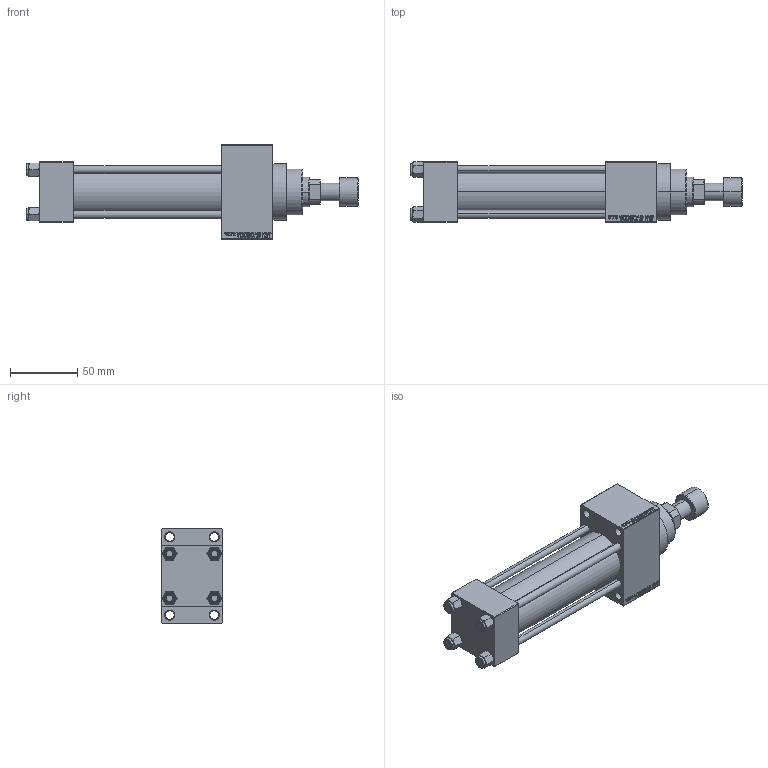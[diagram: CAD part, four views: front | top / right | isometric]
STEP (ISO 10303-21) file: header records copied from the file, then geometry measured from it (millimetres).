
FILE_DESCRIPTION (( 'STEP AP203' ), '1' );
FILE_NAME ('68fc.STEP', '2022-04-15T10:35:14', ( '' ), ( '' ), 'SwSTEP 2.0', 'SolidWorks 2019', '' );
FILE_SCHEMA (( 'CONFIG_CONTROL_DESIGN' ));
Length unit declared in the file: millimetre
Products named in the file (7): V215CR_D_TYCINKA 2def79140f701e49d64040e19e1c77fc; V215CR_D_Body 2def79140f701e49d64040e19e1c77fc; NUT_M5_D 2def79140f701e49d64040e19e1c77fc; V215CR_VCP_D 2def79140f701e49d64040e19e1c77fc; 68fc; V215_VC_A 2def79140f701e49d64040e19e1c77fc; V215CR_ROD_END_F 2def79140f701e49d64040e19e1c77fc
Assembly tree (12 placements, depth 2):
  68fc
    V215CR_D_Body 2def79140f701e49d64040e19e1c77fc
    V215CR_VCP_D 2def79140f701e49d64040e19e1c77fc
    NUT_M5_D 2def79140f701e49d64040e19e1c77fc  x4
    V215CR_D_TYCINKA 2def79140f701e49d64040e19e1c77fc  x4
    V215_VC_A 2def79140f701e49d64040e19e1c77fc
    V215CR_ROD_END_F 2def79140f701e49d64040e19e1c77fc
Bounding box: 246 x 45 x 70 mm (x, y, z)
Volume: 300582.1 mm3; surface area: 103392.9 mm2
Topology: 12 solids, 12 shells, 1116 faces, 2768 edges, 1789 vertices
Faces by surface type: plane 499, bspline 368, cone 144, cylinder 93, torus 12
Entity records: 47583 total; most frequent: CARTESIAN_POINT 25101, ORIENTED_EDGE 5028, DIRECTION 3256, EDGE_CURVE 2514, VERTEX_POINT 1645, VECTOR 1508, LINE 1508, EDGE_LOOP 1129
